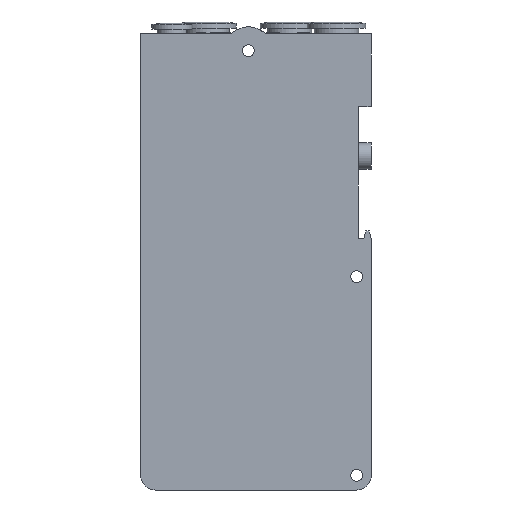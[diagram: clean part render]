
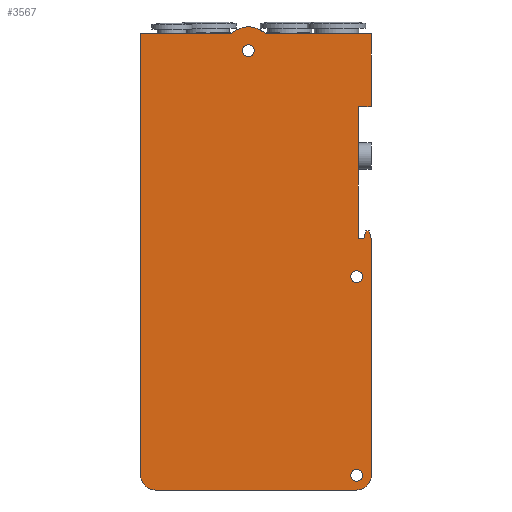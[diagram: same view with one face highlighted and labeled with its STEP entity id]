
A CAD part, left-side view. The second image highlights one B-rep face of the part: STEP entity #3567.
In plain terms, the highlighted planar face has unit normal (-1, 0, 0).
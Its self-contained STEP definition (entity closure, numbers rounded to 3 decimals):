
#101=CIRCLE('',#3733,1.6);
#105=CIRCLE('',#3740,1.6);
#109=CIRCLE('',#3747,1.6);
#117=CIRCLE('',#3771,6.5);
#118=CIRCLE('',#3772,4.);
#119=CIRCLE('',#3773,4.);
#293=FACE_BOUND('',#812,.T.);
#294=FACE_BOUND('',#813,.T.);
#295=FACE_BOUND('',#814,.T.);
#296=FACE_BOUND('',#815,.T.);
#812=EDGE_LOOP('',(#3177));
#813=EDGE_LOOP('',(#3178));
#814=EDGE_LOOP('',(#3179));
#815=EDGE_LOOP('',(#3180,#3181,#3182,#3183,#3184,#3185,#3186,#3187,#3188,
#3189,#3190,#3191,#3192,#3193,#3194));
#1000=LINE('',#6140,#1273);
#1055=LINE('',#6379,#1328);
#1064=LINE('',#6454,#1337);
#1073=LINE('',#6488,#1346);
#1077=LINE('',#6496,#1350);
#1080=LINE('',#6502,#1353);
#1083=LINE('',#6508,#1356);
#1086=LINE('',#6514,#1359);
#1089=LINE('',#6519,#1362);
#1091=LINE('',#6524,#1364);
#1092=LINE('',#6528,#1365);
#1093=LINE('',#6531,#1366);
#1273=VECTOR('',#4048,24.808);
#1328=VECTOR('',#4289,29.008);
#1337=VECTOR('',#4376,19.9);
#1346=VECTOR('',#4401,1.464);
#1350=VECTOR('',#4407,2.071);
#1353=VECTOR('',#4412,0.964);
#1356=VECTOR('',#4417,2.071);
#1359=VECTOR('',#4422,36.);
#1362=VECTOR('',#4427,3.5);
#1364=VECTOR('',#4433,120.7);
#1365=VECTOR('',#4436,55.);
#1366=VECTOR('',#4439,64.8);
#1713=VERTEX_POINT('',#6128);
#1718=VERTEX_POINT('',#6138);
#1788=VERTEX_POINT('',#6376);
#1789=VERTEX_POINT('',#6378);
#1798=VERTEX_POINT('',#6405);
#1802=VERTEX_POINT('',#6416);
#1806=VERTEX_POINT('',#6427);
#1816=VERTEX_POINT('',#6451);
#1824=VERTEX_POINT('',#6486);
#1825=VERTEX_POINT('',#6487);
#1828=VERTEX_POINT('',#6495);
#1830=VERTEX_POINT('',#6501);
#1832=VERTEX_POINT('',#6507);
#1834=VERTEX_POINT('',#6513);
#1836=VERTEX_POINT('',#6523);
#1837=VERTEX_POINT('',#6525);
#1838=VERTEX_POINT('',#6527);
#1839=VERTEX_POINT('',#6529);
#2151=EDGE_CURVE('',#1718,#1713,#1000,.T.);
#2243=EDGE_CURVE('',#1788,#1789,#1055,.T.);
#2253=EDGE_CURVE('',#1798,#1798,#101,.T.);
#2257=EDGE_CURVE('',#1802,#1802,#105,.T.);
#2261=EDGE_CURVE('',#1806,#1806,#109,.T.);
#2272=EDGE_CURVE('',#1816,#1789,#1064,.T.);
#2285=EDGE_CURVE('',#1824,#1825,#1073,.T.);
#2289=EDGE_CURVE('',#1825,#1828,#1077,.T.);
#2292=EDGE_CURVE('',#1828,#1830,#1080,.T.);
#2295=EDGE_CURVE('',#1830,#1832,#1083,.T.);
#2298=EDGE_CURVE('',#1834,#1824,#1086,.T.);
#2301=EDGE_CURVE('',#1816,#1834,#1089,.T.);
#2303=EDGE_CURVE('',#1713,#1788,#117,.T.);
#2304=EDGE_CURVE('',#1718,#1836,#1091,.T.);
#2305=EDGE_CURVE('',#1836,#1837,#118,.T.);
#2306=EDGE_CURVE('',#1837,#1838,#1092,.T.);
#2307=EDGE_CURVE('',#1838,#1839,#119,.T.);
#2308=EDGE_CURVE('',#1839,#1832,#1093,.T.);
#3177=ORIENTED_EDGE('',*,*,#2253,.F.);
#3178=ORIENTED_EDGE('',*,*,#2257,.F.);
#3179=ORIENTED_EDGE('',*,*,#2261,.F.);
#3180=ORIENTED_EDGE('',*,*,#2301,.F.);
#3181=ORIENTED_EDGE('',*,*,#2272,.T.);
#3182=ORIENTED_EDGE('',*,*,#2243,.F.);
#3183=ORIENTED_EDGE('',*,*,#2303,.F.);
#3184=ORIENTED_EDGE('',*,*,#2151,.F.);
#3185=ORIENTED_EDGE('',*,*,#2304,.T.);
#3186=ORIENTED_EDGE('',*,*,#2305,.T.);
#3187=ORIENTED_EDGE('',*,*,#2306,.T.);
#3188=ORIENTED_EDGE('',*,*,#2307,.T.);
#3189=ORIENTED_EDGE('',*,*,#2308,.T.);
#3190=ORIENTED_EDGE('',*,*,#2295,.F.);
#3191=ORIENTED_EDGE('',*,*,#2292,.F.);
#3192=ORIENTED_EDGE('',*,*,#2289,.F.);
#3193=ORIENTED_EDGE('',*,*,#2285,.F.);
#3194=ORIENTED_EDGE('',*,*,#2298,.F.);
#3367=PLANE('',#3770);
#3567=ADVANCED_FACE('',(#293,#294,#295,#296),#3367,.T.);
#3733=AXIS2_PLACEMENT_3D('',#6406,#4322,#4323);
#3740=AXIS2_PLACEMENT_3D('',#6417,#4336,#4337);
#3747=AXIS2_PLACEMENT_3D('',#6428,#4350,#4351);
#3770=AXIS2_PLACEMENT_3D('',#6521,#4429,#4430);
#3771=AXIS2_PLACEMENT_3D('',#6522,#4431,#4432);
#3772=AXIS2_PLACEMENT_3D('',#6526,#4434,#4435);
#3773=AXIS2_PLACEMENT_3D('',#6530,#4437,#4438);
#4048=DIRECTION('',(0.,-1.,0.));
#4289=DIRECTION('',(0.,-1.,0.));
#4322=DIRECTION('center_axis',(-1.,0.,0.));
#4323=DIRECTION('ref_axis',(0.,0.,1.));
#4336=DIRECTION('center_axis',(-1.,0.,0.));
#4337=DIRECTION('ref_axis',(0.,0.,1.));
#4350=DIRECTION('center_axis',(-1.,0.,0.));
#4351=DIRECTION('ref_axis',(0.,0.,1.));
#4376=DIRECTION('',(0.,0.,1.));
#4401=DIRECTION('',(0.,-1.,0.));
#4407=DIRECTION('',(0.,-0.259,0.966));
#4412=DIRECTION('',(0.,-1.,0.));
#4417=DIRECTION('',(0.,-0.259,-0.966));
#4422=DIRECTION('',(0.,0.,-1.));
#4427=DIRECTION('',(0.,1.,0.));
#4429=DIRECTION('center_axis',(-1.,0.,0.));
#4430=DIRECTION('ref_axis',(0.,0.,1.));
#4431=DIRECTION('center_axis',(1.,0.,0.));
#4432=DIRECTION('ref_axis',(0.,-0.707,0.708));
#4433=DIRECTION('',(0.,0.,-1.));
#4434=DIRECTION('center_axis',(-1.,0.,0.));
#4435=DIRECTION('ref_axis',(0.,1.,0.));
#4436=DIRECTION('',(0.,-1.,0.));
#4437=DIRECTION('center_axis',(-1.,0.,0.));
#4438=DIRECTION('ref_axis',(0.,0.,-1.));
#4439=DIRECTION('',(0.,0.,1.));
#6128=CARTESIAN_POINT('',(0.,38.192,3.));
#6138=CARTESIAN_POINT('',(0.,63.,3.));
#6140=CARTESIAN_POINT('',(0.,63.,3.));
#6376=CARTESIAN_POINT('',(0.,29.008,3.));
#6378=CARTESIAN_POINT('',(0.,0.,3.));
#6379=CARTESIAN_POINT('',(0.,63.,3.));
#6405=CARTESIAN_POINT('',(0.,4.,-65.));
#6406=CARTESIAN_POINT('Origin',(0.,4.,-63.4));
#6416=CARTESIAN_POINT('',(0.,4.,-119.3));
#6417=CARTESIAN_POINT('Origin',(0.,4.,-117.7));
#6427=CARTESIAN_POINT('',(0.,33.6,-3.2));
#6428=CARTESIAN_POINT('Origin',(0.,33.6,-1.6));
#6451=CARTESIAN_POINT('',(0.,0.,-16.9));
#6454=CARTESIAN_POINT('',(0.,0.,-117.7));
#6486=CARTESIAN_POINT('',(0.,3.5,-52.9));
#6487=CARTESIAN_POINT('',(0.,2.036,-52.9));
#6488=CARTESIAN_POINT('',(0.,17.405,-52.9));
#6495=CARTESIAN_POINT('',(0.,1.5,-50.9));
#6496=CARTESIAN_POINT('',(0.,6.209,-68.475));
#6501=CARTESIAN_POINT('',(0.,0.536,-50.9));
#6502=CARTESIAN_POINT('',(0.,16.405,-50.9));
#6507=CARTESIAN_POINT('',(0.,0.,-52.9));
#6508=CARTESIAN_POINT('',(0.,-1.876,-59.902));
#6513=CARTESIAN_POINT('',(0.,3.5,-16.9));
#6514=CARTESIAN_POINT('',(0.,3.5,-47.671));
#6519=CARTESIAN_POINT('',(0.,15.655,-16.9));
#6521=CARTESIAN_POINT('Origin',(0.,31.31,-78.443));
#6522=CARTESIAN_POINT('Origin',(0.,33.6,-1.6));
#6523=CARTESIAN_POINT('',(0.,63.,-117.7));
#6524=CARTESIAN_POINT('',(0.,63.,3.));
#6525=CARTESIAN_POINT('',(0.,59.,-121.7));
#6526=CARTESIAN_POINT('Origin',(0.,59.,-117.7));
#6527=CARTESIAN_POINT('',(0.,4.,-121.7));
#6528=CARTESIAN_POINT('',(0.,59.,-121.7));
#6529=CARTESIAN_POINT('',(0.,0.,-117.7));
#6530=CARTESIAN_POINT('Origin',(0.,4.,-117.7));
#6531=CARTESIAN_POINT('',(0.,0.,-117.7));
